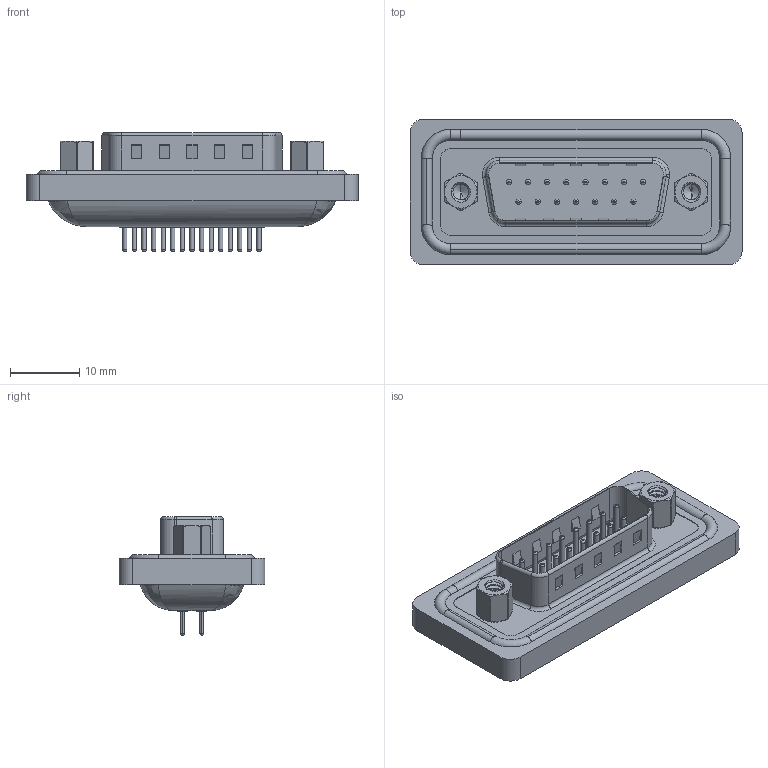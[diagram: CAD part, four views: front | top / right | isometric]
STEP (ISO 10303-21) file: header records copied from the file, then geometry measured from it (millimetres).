
FILE_DESCRIPTION (( 'STEP AP203' ), '1' );
FILE_NAME ('627-W15-320-012.STEP', '2021-04-05T19:26:19', ( '' ), ( '' ), 'SwSTEP 2.0', 'SolidWorks 2020', '' );
FILE_SCHEMA (( 'CONFIG_CONTROL_DESIGN' ));
Length unit declared in the file: millimetre
Products named in the file (8): 627W Waterproof Housing_15 Contacts; 627W Housing_15 Contacts; 627W Shell Front_15 Contacts; 627W 4-40 Hex Standoff; 627W Contact Row 2_20; 627W Contact Row 1_20; 627W 4-40 Threaded Rivet; 627-W15-320-012
Assembly tree (22 placements, depth 2):
  627-W15-320-012
    627W Housing_15 Contacts
    627W Shell Front_15 Contacts
    627W Contact Row 1_20  x8
    627W Contact Row 2_20  x7
    627W Waterproof Housing_15 Contacts
    627W 4-40 Threaded Rivet  x2
    627W 4-40 Hex Standoff  x2
Bounding box: 48 x 21.1 x 17.2 mm (x, y, z)
Volume: 5755.2 mm3; surface area: 8277.2 mm2
Topology: 23 solids, 23 shells, 1069 faces, 2452 edges, 1515 vertices
Faces by surface type: cylinder 456, torus 283, plane 278, cone 30, bspline 22
Entity records: 23220 total; most frequent: CARTESIAN_POINT 7499, DIRECTION 3183, ORIENTED_EDGE 2924, EDGE_CURVE 1462, AXIS2_PLACEMENT_3D 1258, VERTEX_POINT 934, EDGE_LOOP 736, LINE 667
